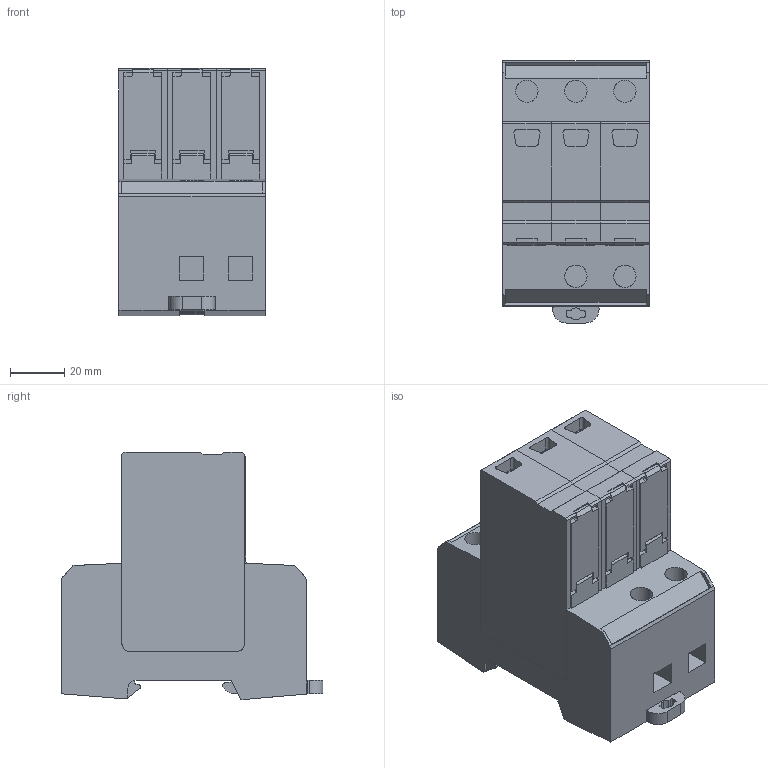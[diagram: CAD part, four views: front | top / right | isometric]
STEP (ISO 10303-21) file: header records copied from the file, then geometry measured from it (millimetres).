
FILE_DESCRIPTION(('CATIA V5 STEP Exchange','CAx-IF Rec.Pracs.--- Model Styling and Organization---1.4--- 2014-01-23'),'2;1');
FILE_NAME ('D1372644_2', '2020-02-28T07:39:26+00:00', ('none'), ('Weidmueller'), 'CATIA Version 5-6 Release 2016 SP3 HF44', 'CATIA V5 STEP AP214', 'none');
FILE_SCHEMA(('AUTOMOTIVE_DESIGN { 1 0 10303 214 1 1 1 1 }'));
Length unit declared in the file: millimetre
Products named in the file (1): 2726740000
Bounding box: 54 x 96.23 x 91 mm (x, y, z)
Volume: 310137 mm3; surface area: 75134.7 mm2
Topology: 23 solids, 23 shells, 667 faces, 1943 edges, 1358 vertices
Faces by surface type: plane 496, cylinder 133, extrusion 38
Entity records: 22703 total; most frequent: CARTESIAN_POINT 5139, ORIENTED_EDGE 3886, DIRECTION 2746, EDGE_CURVE 1943, VECTOR 1520, LINE 1482, VERTEX_POINT 1358, AXIS2_PLACEMENT_3D 754
